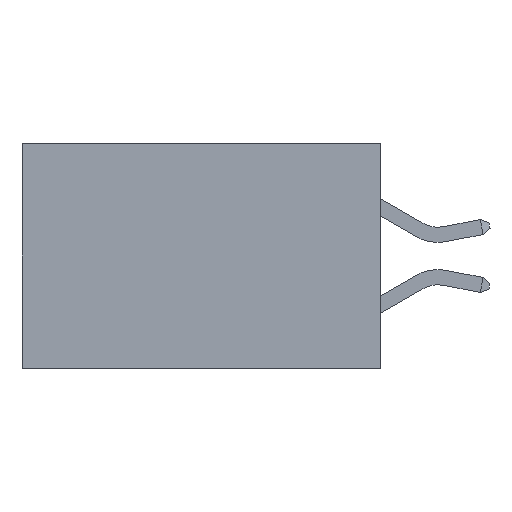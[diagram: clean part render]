
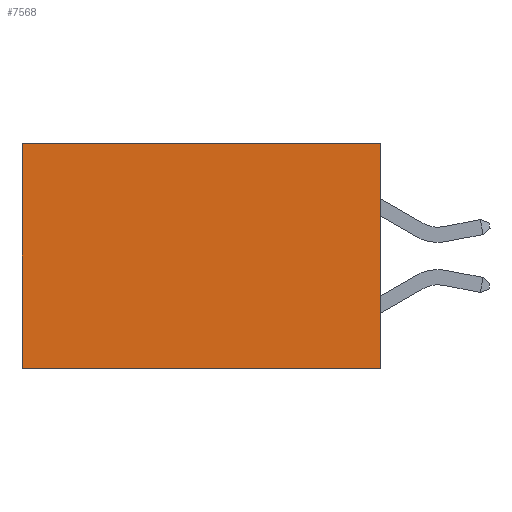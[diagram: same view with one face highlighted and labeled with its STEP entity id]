
A CAD part, left-side view. The second image highlights one B-rep face of the part: STEP entity #7568.
In plain terms, the highlighted planar face has unit normal (-1, 0, 0).
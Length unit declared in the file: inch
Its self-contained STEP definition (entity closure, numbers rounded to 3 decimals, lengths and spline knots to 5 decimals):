
#192 = CARTESIAN_POINT ( 'NONE',  ( 0.277, 0., 0. ) ) ;
#412 = LINE ( 'NONE', #10130, #15361 ) ;
#1597 = ORIENTED_EDGE ( 'NONE', *, *, #5240, .T. ) ;
#2449 = EDGE_CURVE ( 'NONE', #3872, #14324, #9134, .T. ) ;
#2480 = VERTEX_POINT ( 'NONE', #4265 ) ;
#2743 = DIRECTION ( 'NONE',  ( 0., 1., 0. ) ) ;
#2828 = CARTESIAN_POINT ( 'NONE',  ( 0.277, 0., 0. ) ) ;
#3872 = VERTEX_POINT ( 'NONE', #192 ) ;
#4265 = CARTESIAN_POINT ( 'NONE',  ( 0.277, 0.59, -0.37 ) ) ;
#5209 = CARTESIAN_POINT ( 'NONE',  ( 0.277, 0.59, 0. ) ) ;
#5240 = EDGE_CURVE ( 'NONE', #14324, #2480, #18045, .T. ) ;
#5336 = FACE_OUTER_BOUND ( 'NONE', #11887, .T. ) ;
#7450 = VECTOR ( 'NONE', #16230, 39.37008 ) ;
#7568 = ADVANCED_FACE ( 'NONE', ( #5336 ), #13400, .F. ) ;
#7584 = CARTESIAN_POINT ( 'NONE',  ( 0.277, 0., -0.37 ) ) ;
#9134 = LINE ( 'NONE', #2828, #9601 ) ;
#9173 = CARTESIAN_POINT ( 'NONE',  ( 0.277, 0., -0.37 ) ) ;
#9601 = VECTOR ( 'NONE', #2743, 39.37008 ) ;
#10130 = CARTESIAN_POINT ( 'NONE',  ( 0.277, 0., -0.37 ) ) ;
#10177 = ORIENTED_EDGE ( 'NONE', *, *, #17296, .F. ) ;
#10613 = VECTOR ( 'NONE', #15145, 39.37008 ) ;
#11741 = LINE ( 'NONE', #9173, #7450 ) ;
#11887 = EDGE_LOOP ( 'NONE', ( #1597, #10177, #15211, #17074 ) ) ;
#12881 = VERTEX_POINT ( 'NONE', #7584 ) ;
#13348 = DIRECTION ( 'NONE',  ( 0., 0., -1. ) ) ;
#13365 = DIRECTION ( 'NONE',  ( 1., 0., 0. ) ) ;
#13400 = PLANE ( 'NONE',  #14117 ) ;
#13472 = CARTESIAN_POINT ( 'NONE',  ( 0.277, 0., -0.37 ) ) ;
#14117 = AXIS2_PLACEMENT_3D ( 'NONE', #13472, #13365, #13348 ) ;
#14142 = EDGE_CURVE ( 'NONE', #3872, #12881, #11741, .T. ) ;
#14324 = VERTEX_POINT ( 'NONE', #5209 ) ;
#15145 = DIRECTION ( 'NONE',  ( 0., 0., -1. ) ) ;
#15211 = ORIENTED_EDGE ( 'NONE', *, *, #14142, .F. ) ;
#15221 = CARTESIAN_POINT ( 'NONE',  ( 0.277, 0.59, -0.37 ) ) ;
#15361 = VECTOR ( 'NONE', #18496, 39.37008 ) ;
#16230 = DIRECTION ( 'NONE',  ( 0., 0., -1. ) ) ;
#17074 = ORIENTED_EDGE ( 'NONE', *, *, #2449, .T. ) ;
#17296 = EDGE_CURVE ( 'NONE', #12881, #2480, #412, .T. ) ;
#18045 = LINE ( 'NONE', #15221, #10613 ) ;
#18496 = DIRECTION ( 'NONE',  ( 0., 1., 0. ) ) ;
